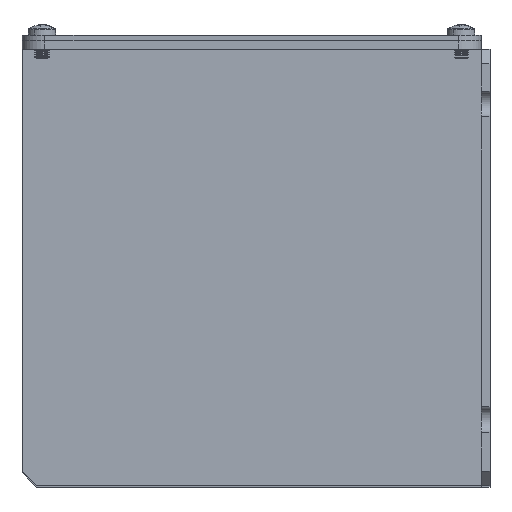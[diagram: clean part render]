
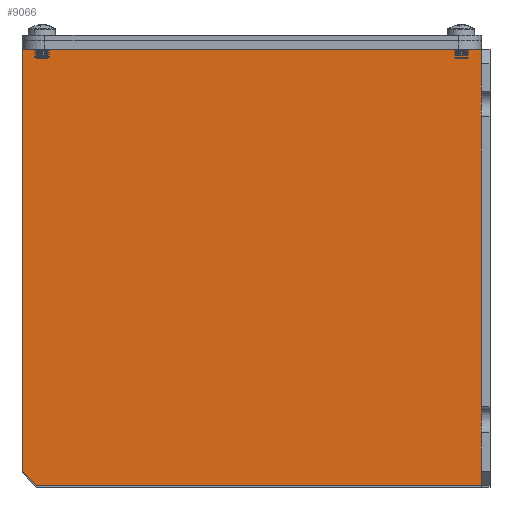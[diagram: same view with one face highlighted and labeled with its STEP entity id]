
A CAD part, top view. The second image highlights one B-rep face of the part: STEP entity #9066.
In plain terms, the highlighted planar face has unit normal (0, 0, 1).
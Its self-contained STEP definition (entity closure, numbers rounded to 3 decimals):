
#1196 = VERTEX_POINT ( 'NONE', #49472 ) ;
#9066 = ADVANCED_FACE ( 'NONE', ( #54497 ), #126534, .T. ) ;
#10531 = CARTESIAN_POINT ( 'NONE',  ( 64.847, -70.914, 133. ) ) ;
#16396 = LINE ( 'NONE', #121248, #76483 ) ;
#22823 = VECTOR ( 'NONE', #103184, 1000. ) ;
#25877 = VECTOR ( 'NONE', #70574, 1000. ) ;
#26182 = DIRECTION ( 'NONE',  ( 1., 0., 0. ) ) ;
#26528 = LINE ( 'NONE', #116446, #52853 ) ;
#29573 = CARTESIAN_POINT ( 'NONE',  ( -95.153, -65.914, 133. ) ) ;
#34666 = EDGE_CURVE ( 'NONE', #1196, #41789, #16396, .T. ) ;
#35613 = EDGE_CURVE ( 'NONE', #76580, #135779, #44267, .T. ) ;
#35760 = VERTEX_POINT ( 'NONE', #29573 ) ;
#37198 = LINE ( 'NONE', #118395, #25877 ) ;
#38042 = CARTESIAN_POINT ( 'NONE',  ( -95.153, 81.086, 133. ) ) ;
#41789 = VERTEX_POINT ( 'NONE', #10531 ) ;
#44267 = LINE ( 'NONE', #114588, #111920 ) ;
#44962 = ORIENTED_EDGE ( 'NONE', *, *, #75152, .F. ) ;
#45717 = EDGE_CURVE ( 'NONE', #76580, #35760, #26528, .T. ) ;
#49472 = CARTESIAN_POINT ( 'NONE',  ( -90.153, -70.914, 133. ) ) ;
#52591 = CARTESIAN_POINT ( 'NONE',  ( 64.847, 81.086, 133. ) ) ;
#52853 = VECTOR ( 'NONE', #114879, 1000. ) ;
#54497 = FACE_OUTER_BOUND ( 'NONE', #100618, .T. ) ;
#56708 = DIRECTION ( 'NONE',  ( 1., 0., 0. ) ) ;
#58452 = LINE ( 'NONE', #149354, #22823 ) ;
#66142 = DIRECTION ( 'NONE',  ( 0., 0., 1. ) ) ;
#70574 = DIRECTION ( 'NONE',  ( 0., -1., 0. ) ) ;
#74775 = ORIENTED_EDGE ( 'NONE', *, *, #35613, .F. ) ;
#75152 = EDGE_CURVE ( 'NONE', #135779, #41789, #37198, .T. ) ;
#76483 = VECTOR ( 'NONE', #26182, 1000. ) ;
#76580 = VERTEX_POINT ( 'NONE', #38042 ) ;
#78842 = EDGE_CURVE ( 'NONE', #35760, #1196, #58452, .T. ) ;
#87993 = AXIS2_PLACEMENT_3D ( 'NONE', #149625, #66142, #100851 ) ;
#91162 = ORIENTED_EDGE ( 'NONE', *, *, #78842, .T. ) ;
#100618 = EDGE_LOOP ( 'NONE', ( #123186, #91162, #116623, #44962, #74775 ) ) ;
#100851 = DIRECTION ( 'NONE',  ( 1., 0., 0. ) ) ;
#103184 = DIRECTION ( 'NONE',  ( 0.707, -0.707, 0. ) ) ;
#111920 = VECTOR ( 'NONE', #56708, 1000. ) ;
#114588 = CARTESIAN_POINT ( 'NONE',  ( -95.153, 81.086, 133. ) ) ;
#114879 = DIRECTION ( 'NONE',  ( 0., -1., 0. ) ) ;
#116446 = CARTESIAN_POINT ( 'NONE',  ( -95.153, -70.914, 133. ) ) ;
#116623 = ORIENTED_EDGE ( 'NONE', *, *, #34666, .T. ) ;
#118395 = CARTESIAN_POINT ( 'NONE',  ( 64.847, -70.914, 133. ) ) ;
#121248 = CARTESIAN_POINT ( 'NONE',  ( -95.153, -70.914, 133. ) ) ;
#123186 = ORIENTED_EDGE ( 'NONE', *, *, #45717, .T. ) ;
#126534 = PLANE ( 'NONE',  #87993 ) ;
#135779 = VERTEX_POINT ( 'NONE', #52591 ) ;
#149354 = CARTESIAN_POINT ( 'NONE',  ( -92.653, -68.414, 133. ) ) ;
#149625 = CARTESIAN_POINT ( 'NONE',  ( -95.153, -70.914, 133. ) ) ;
